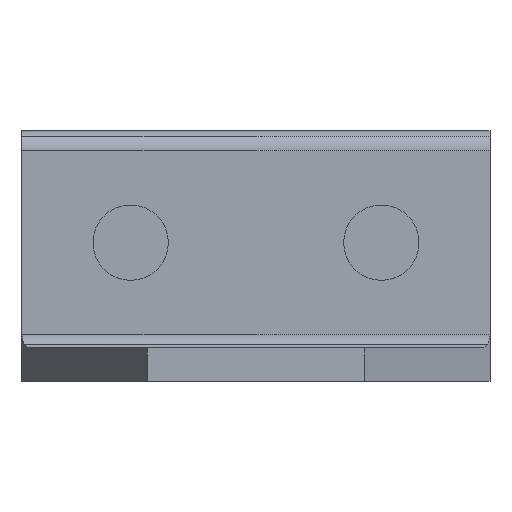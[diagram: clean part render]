
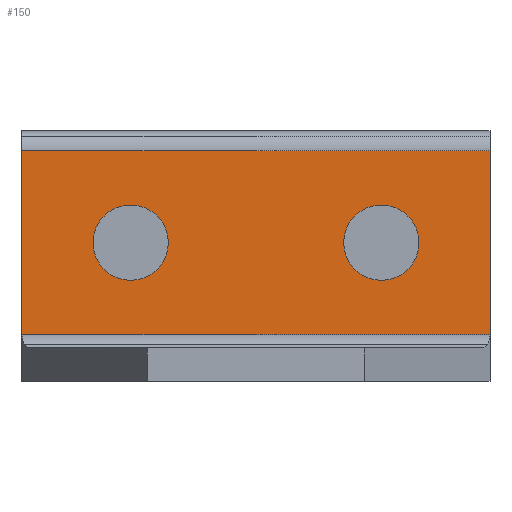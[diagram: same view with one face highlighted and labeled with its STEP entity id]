
A CAD part, left-side view. The second image highlights one B-rep face of the part: STEP entity #150.
In plain terms, the highlighted planar face has unit normal (-1, 0, 0).
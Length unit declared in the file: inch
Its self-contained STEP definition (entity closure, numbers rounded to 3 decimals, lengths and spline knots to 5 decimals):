
#150=ADVANCED_FACE('',(#321,#322,#323),#324,.T.);
#321=FACE_BOUND('',#629,.T.);
#322=FACE_BOUND('',#630,.T.);
#323=FACE_OUTER_BOUND('',#631,.T.);
#324=PLANE('',#632);
#629=EDGE_LOOP('',(#1000,#1001,#1002,#1003));
#630=EDGE_LOOP('',(#1004,#1005,#1006,#1007));
#631=EDGE_LOOP('',(#1008,#1009,#1010,#1011));
#632=AXIS2_PLACEMENT_3D('',#1012,#1013,#1014);
#1000=ORIENTED_EDGE('',*,*,#1422,.T.);
#1001=ORIENTED_EDGE('',*,*,#1423,.T.);
#1002=ORIENTED_EDGE('',*,*,#1316,.T.);
#1003=ORIENTED_EDGE('',*,*,#1424,.T.);
#1004=ORIENTED_EDGE('',*,*,#1374,.T.);
#1005=ORIENTED_EDGE('',*,*,#1425,.T.);
#1006=ORIENTED_EDGE('',*,*,#1379,.T.);
#1007=ORIENTED_EDGE('',*,*,#1416,.T.);
#1008=ORIENTED_EDGE('',*,*,#1426,.F.);
#1009=ORIENTED_EDGE('',*,*,#1427,.T.);
#1010=ORIENTED_EDGE('',*,*,#1300,.F.);
#1011=ORIENTED_EDGE('',*,*,#1343,.F.);
#1012=CARTESIAN_POINT('',(-0.125,1.75,0.0));
#1013=DIRECTION('',(-1.0,0.0,0.0));
#1014=DIRECTION('',(0.0,1.0,0.0));
#1300=EDGE_CURVE('',#1531,#1533,#1534,.T.);
#1316=EDGE_CURVE('',#1560,#1561,#1562,.T.);
#1343=EDGE_CURVE('',#1603,#1531,#1606,.T.);
#1374=EDGE_CURVE('',#1657,#1658,#1659,.T.);
#1379=EDGE_CURVE('',#1666,#1667,#1668,.T.);
#1416=EDGE_CURVE('',#1667,#1657,#1722,.T.);
#1422=EDGE_CURVE('',#1729,#1730,#1731,.T.);
#1423=EDGE_CURVE('',#1730,#1560,#1732,.T.);
#1424=EDGE_CURVE('',#1561,#1729,#1733,.T.);
#1425=EDGE_CURVE('',#1658,#1666,#1734,.T.);
#1426=EDGE_CURVE('',#1735,#1603,#1736,.T.);
#1427=EDGE_CURVE('',#1735,#1533,#1737,.T.);
#1531=VERTEX_POINT('',#1870);
#1533=VERTEX_POINT('',#1872);
#1534=LINE('',#1873,#1874);
#1560=VERTEX_POINT('',#1921);
#1561=VERTEX_POINT('',#1922);
#1562=B_SPLINE_CURVE_WITH_KNOTS('',3,(#1923,#1924,#1925,#1926),.UNSPECIFIED.,.F.,.F.,(4,4),(0.0,1.0),.UNSPECIFIED.);
#1603=VERTEX_POINT('',#1996);
#1606=LINE('',#1999,#2000);
#1657=VERTEX_POINT('',#2083);
#1658=VERTEX_POINT('',#2084);
#1659=B_SPLINE_CURVE_WITH_KNOTS('',3,(#2085,#2086,#2087,#2088),.UNSPECIFIED.,.F.,.F.,(4,4),(0.0,1.0),.UNSPECIFIED.);
#1666=VERTEX_POINT('',#2100);
#1667=VERTEX_POINT('',#2101);
#1668=B_SPLINE_CURVE_WITH_KNOTS('',3,(#2102,#2103,#2104,#2105),.UNSPECIFIED.,.F.,.F.,(4,4),(0.0,1.0),.UNSPECIFIED.);
#1722=B_SPLINE_CURVE_WITH_KNOTS('',3,(#2198,#2199,#2200,#2201),.UNSPECIFIED.,.F.,.F.,(4,4),(0.0,1.0),.UNSPECIFIED.);
#1729=VERTEX_POINT('',#2212);
#1730=VERTEX_POINT('',#2213);
#1731=B_SPLINE_CURVE_WITH_KNOTS('',3,(#2214,#2215,#2216,#2217),.UNSPECIFIED.,.F.,.F.,(4,4),(0.0,1.0),.UNSPECIFIED.);
#1732=B_SPLINE_CURVE_WITH_KNOTS('',3,(#2218,#2219,#2220,#2221),.UNSPECIFIED.,.F.,.F.,(4,4),(0.0,1.0),.UNSPECIFIED.);
#1733=B_SPLINE_CURVE_WITH_KNOTS('',3,(#2222,#2223,#2224,#2225),.UNSPECIFIED.,.F.,.F.,(4,4),(0.0,1.0),.UNSPECIFIED.);
#1734=B_SPLINE_CURVE_WITH_KNOTS('',3,(#2226,#2227,#2228,#2229),.UNSPECIFIED.,.F.,.F.,(4,4),(0.0,1.0),.UNSPECIFIED.);
#1735=VERTEX_POINT('',#2230);
#1736=LINE('',#2231,#2232);
#1737=LINE('',#2233,#2234);
#1870=CARTESIAN_POINT('',(-0.125,0.0,-1.275));
#1872=CARTESIAN_POINT('',(-0.125,3.5,-1.275));
#1873=CARTESIAN_POINT('',(-0.125,1.75,-1.275));
#1874=VECTOR('',#2411,1.0);
#1921=CARTESIAN_POINT('',(-0.125,2.6875,-0.86875));
#1922=CARTESIAN_POINT('',(-0.125,2.96875,-0.5875));
#1923=CARTESIAN_POINT('',(-0.125,2.6875,-0.86875));
#1924=CARTESIAN_POINT('',(-0.125,2.84283,-0.86875));
#1925=CARTESIAN_POINT('',(-0.125,2.96875,-0.74283));
#1926=CARTESIAN_POINT('',(-0.125,2.96875,-0.5875));
#1996=CARTESIAN_POINT('',(-0.125,0.0,0.1));
#1999=CARTESIAN_POINT('',(-0.125,0.0,0.0));
#2000=VECTOR('',#2441,1.0);
#2083=CARTESIAN_POINT('',(-0.125,0.8125,-0.30625));
#2084=CARTESIAN_POINT('',(-0.125,0.53125,-0.5875));
#2085=CARTESIAN_POINT('',(-0.125,0.8125,-0.30625));
#2086=CARTESIAN_POINT('',(-0.125,0.65717,-0.30625));
#2087=CARTESIAN_POINT('',(-0.125,0.53125,-0.43217));
#2088=CARTESIAN_POINT('',(-0.125,0.53125,-0.5875));
#2100=CARTESIAN_POINT('',(-0.125,0.8125,-0.86875));
#2101=CARTESIAN_POINT('',(-0.125,1.09375,-0.5875));
#2102=CARTESIAN_POINT('',(-0.125,0.8125,-0.86875));
#2103=CARTESIAN_POINT('',(-0.125,0.96783,-0.86875));
#2104=CARTESIAN_POINT('',(-0.125,1.09375,-0.74283));
#2105=CARTESIAN_POINT('',(-0.125,1.09375,-0.5875));
#2198=CARTESIAN_POINT('',(-0.125,1.09375,-0.5875));
#2199=CARTESIAN_POINT('',(-0.125,1.09375,-0.43217));
#2200=CARTESIAN_POINT('',(-0.125,0.96783,-0.30625));
#2201=CARTESIAN_POINT('',(-0.125,0.8125,-0.30625));
#2212=CARTESIAN_POINT('',(-0.125,2.6875,-0.30625));
#2213=CARTESIAN_POINT('',(-0.125,2.40625,-0.5875));
#2214=CARTESIAN_POINT('',(-0.125,2.6875,-0.30625));
#2215=CARTESIAN_POINT('',(-0.125,2.53217,-0.30625));
#2216=CARTESIAN_POINT('',(-0.125,2.40625,-0.43217));
#2217=CARTESIAN_POINT('',(-0.125,2.40625,-0.5875));
#2218=CARTESIAN_POINT('',(-0.125,2.40625,-0.5875));
#2219=CARTESIAN_POINT('',(-0.125,2.40625,-0.74283));
#2220=CARTESIAN_POINT('',(-0.125,2.53217,-0.86875));
#2221=CARTESIAN_POINT('',(-0.125,2.6875,-0.86875));
#2222=CARTESIAN_POINT('',(-0.125,2.96875,-0.5875));
#2223=CARTESIAN_POINT('',(-0.125,2.96875,-0.43217));
#2224=CARTESIAN_POINT('',(-0.125,2.84283,-0.30625));
#2225=CARTESIAN_POINT('',(-0.125,2.6875,-0.30625));
#2226=CARTESIAN_POINT('',(-0.125,0.53125,-0.5875));
#2227=CARTESIAN_POINT('',(-0.125,0.53125,-0.74283));
#2228=CARTESIAN_POINT('',(-0.125,0.65717,-0.86875));
#2229=CARTESIAN_POINT('',(-0.125,0.8125,-0.86875));
#2230=CARTESIAN_POINT('',(-0.125,3.5,0.1));
#2231=CARTESIAN_POINT('',(-0.125,1.75,0.1));
#2232=VECTOR('',#2507,1.0);
#2233=CARTESIAN_POINT('',(-0.125,3.5,0.0));
#2234=VECTOR('',#2508,1.0);
#2411=DIRECTION('',(-0.0,1.0,-0.0));
#2441=DIRECTION('',(0.0,0.0,-1.0));
#2507=DIRECTION('',(-0.0,-1.0,0.0));
#2508=DIRECTION('',(0.0,0.0,-1.0));
